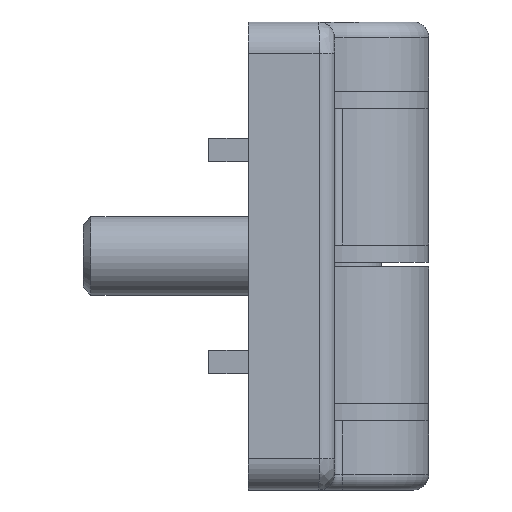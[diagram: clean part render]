
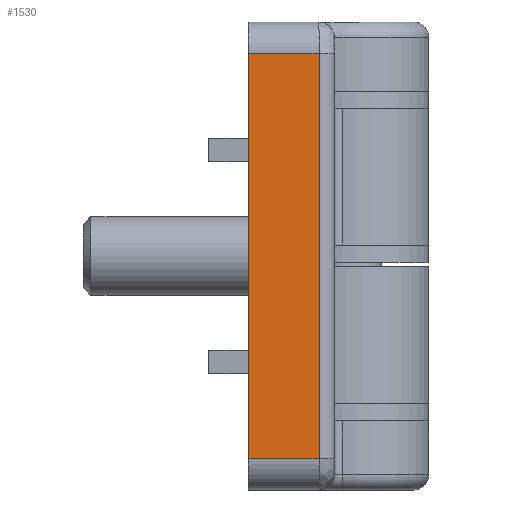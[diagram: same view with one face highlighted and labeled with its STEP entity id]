
A CAD part, left-side view. The second image highlights one B-rep face of the part: STEP entity #1530.
In plain terms, the highlighted face is planar.
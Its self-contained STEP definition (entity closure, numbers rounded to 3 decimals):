
#107=PLANE('',#1663);
#239=LINE('',#2381,#343);
#255=LINE('',#2482,#359);
#264=LINE('',#2501,#368);
#266=LINE('',#2504,#370);
#343=VECTOR('',#1856,25.8);
#359=VECTOR('',#1918,25.8);
#368=VECTOR('',#1931,4.518);
#370=VECTOR('',#1935,4.518);
#496=FACE_OUTER_BOUND('',#596,.T.);
#596=EDGE_LOOP('',(#1193,#1194,#1195,#1196));
#796=VERTEX_POINT('',#2373);
#798=VERTEX_POINT('',#2379);
#822=VERTEX_POINT('',#2479);
#823=VERTEX_POINT('',#2481);
#928=EDGE_CURVE('',#798,#796,#239,.T.);
#961=EDGE_CURVE('',#823,#822,#255,.T.);
#971=EDGE_CURVE('',#796,#822,#264,.T.);
#973=EDGE_CURVE('',#823,#798,#266,.T.);
#1193=ORIENTED_EDGE('',*,*,#928,.F.);
#1194=ORIENTED_EDGE('',*,*,#973,.F.);
#1195=ORIENTED_EDGE('',*,*,#961,.T.);
#1196=ORIENTED_EDGE('',*,*,#971,.F.);
#1530=ADVANCED_FACE('',(#496),#107,.T.);
#1663=AXIS2_PLACEMENT_3D('',#2503,#1933,#1934);
#1856=DIRECTION('',(0.,0.,1.));
#1918=DIRECTION('',(0.,0.,1.));
#1931=DIRECTION('',(0.017,1.,0.));
#1933=DIRECTION('center_axis',(1.,-0.017,0.));
#1934=DIRECTION('ref_axis',(0.,0.,1.));
#1935=DIRECTION('',(-0.017,-1.,0.));
#2373=CARTESIAN_POINT('',(50.421,-4.517,12.9));
#2379=CARTESIAN_POINT('',(50.421,-4.517,-12.9));
#2381=CARTESIAN_POINT('',(50.421,-4.517,-14.9));
#2479=CARTESIAN_POINT('',(50.5,0.,12.9));
#2481=CARTESIAN_POINT('',(50.5,0.,-12.9));
#2482=CARTESIAN_POINT('',(50.5,0.,-14.9));
#2501=CARTESIAN_POINT('',(50.464,-2.041,12.9));
#2503=CARTESIAN_POINT('Origin',(50.5,0.,-14.9));
#2504=CARTESIAN_POINT('',(50.464,-2.041,-12.9));
